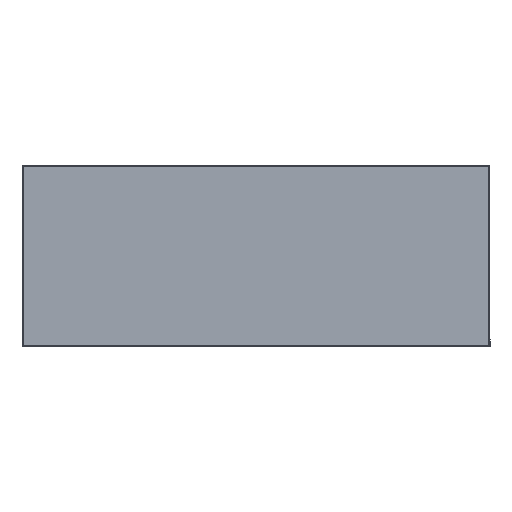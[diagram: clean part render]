
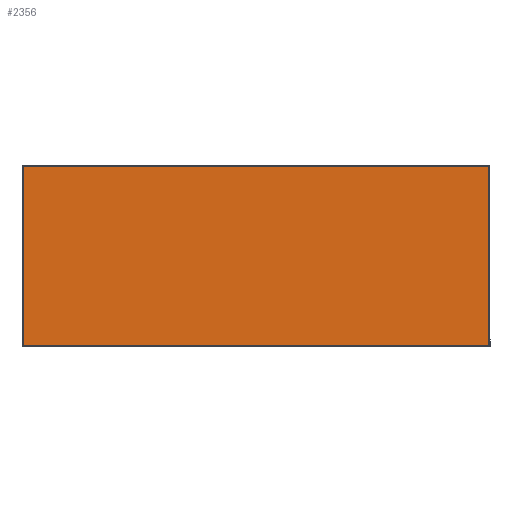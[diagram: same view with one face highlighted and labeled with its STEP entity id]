
A CAD part, top view. The second image highlights one B-rep face of the part: STEP entity #2356.
In plain terms, the highlighted planar face has unit normal (0, 0, 1).
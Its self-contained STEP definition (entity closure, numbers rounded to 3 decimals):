
#168 = DIRECTION ( 'NONE',  ( 0., 0., 1. ) ) ;
#170 = DIRECTION ( 'NONE',  ( 1., 0., 0. ) ) ;
#361 = CARTESIAN_POINT ( 'NONE',  ( 0., 0., 0. ) ) ;
#375 = DIRECTION ( 'NONE',  ( 1., 0., 0. ) ) ;
#447 = EDGE_CURVE ( 'NONE', #1852, #766, #2961, .T. ) ;
#547 = DIRECTION ( 'NONE',  ( 0., -1., 0. ) ) ;
#621 = CARTESIAN_POINT ( 'NONE',  ( -450.5, 173.939, 0. ) ) ;
#639 = VECTOR ( 'NONE', #1781, 1000. ) ;
#766 = VERTEX_POINT ( 'NONE', #1900 ) ;
#888 = ORIENTED_EDGE ( 'NONE', *, *, #2617, .F. ) ;
#1235 = VECTOR ( 'NONE', #1262, 1000. ) ;
#1262 = DIRECTION ( 'NONE',  ( 0., 1., 0. ) ) ;
#1302 = LINE ( 'NONE', #1773, #639 ) ;
#1318 = ORIENTED_EDGE ( 'NONE', *, *, #2237, .T. ) ;
#1329 = VERTEX_POINT ( 'NONE', #1771 ) ;
#1522 = CARTESIAN_POINT ( 'NONE',  ( 450.5, 175., 0. ) ) ;
#1577 = AXIS2_PLACEMENT_3D ( 'NONE', #361, #168, #375 ) ;
#1607 = VECTOR ( 'NONE', #547, 1000. ) ;
#1615 = LINE ( 'NONE', #1896, #1235 ) ;
#1651 = VECTOR ( 'NONE', #170, 1000. ) ;
#1674 = EDGE_CURVE ( 'NONE', #1329, #2480, #1615, .T. ) ;
#1771 = CARTESIAN_POINT ( 'NONE',  ( -450.5, -173.939, 0. ) ) ;
#1773 = CARTESIAN_POINT ( 'NONE',  ( -454.405, -173.939, 0. ) ) ;
#1781 = DIRECTION ( 'NONE',  ( 1., 0., 0. ) ) ;
#1852 = VERTEX_POINT ( 'NONE', #2880 ) ;
#1896 = CARTESIAN_POINT ( 'NONE',  ( -450.5, -175., 0. ) ) ;
#1900 = CARTESIAN_POINT ( 'NONE',  ( 450.5, -173.939, 0. ) ) ;
#2076 = FACE_OUTER_BOUND ( 'NONE', #2477, .T. ) ;
#2237 = EDGE_CURVE ( 'NONE', #1329, #766, #1302, .T. ) ;
#2356 = ADVANCED_FACE ( 'NONE', ( #2076 ), #2816, .T. ) ;
#2477 = EDGE_LOOP ( 'NONE', ( #1318, #3003, #888, #2575 ) ) ;
#2480 = VERTEX_POINT ( 'NONE', #621 ) ;
#2575 = ORIENTED_EDGE ( 'NONE', *, *, #1674, .F. ) ;
#2609 = CARTESIAN_POINT ( 'NONE',  ( -454.405, 173.939, 0. ) ) ;
#2617 = EDGE_CURVE ( 'NONE', #2480, #1852, #2964, .T. ) ;
#2816 = PLANE ( 'NONE',  #1577 ) ;
#2880 = CARTESIAN_POINT ( 'NONE',  ( 450.5, 173.939, 0. ) ) ;
#2961 = LINE ( 'NONE', #1522, #1607 ) ;
#2964 = LINE ( 'NONE', #2609, #1651 ) ;
#3003 = ORIENTED_EDGE ( 'NONE', *, *, #447, .F. ) ;
